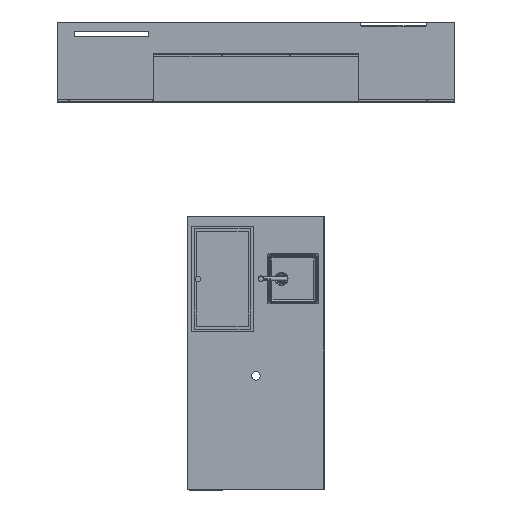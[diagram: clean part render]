
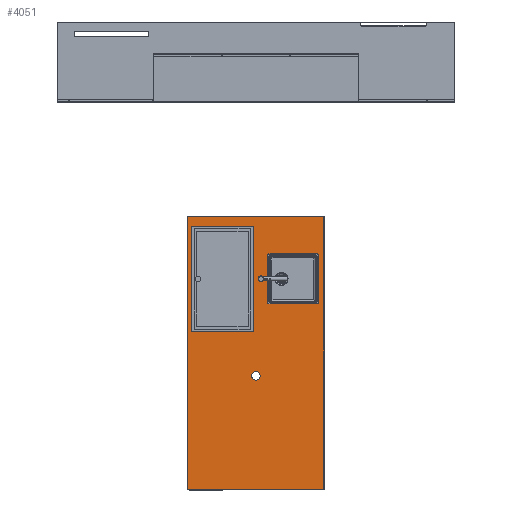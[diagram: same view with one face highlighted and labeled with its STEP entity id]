
A CAD part, top view. The second image highlights one B-rep face of the part: STEP entity #4051.
In plain terms, the highlighted planar face has unit normal (0, 0, 1).
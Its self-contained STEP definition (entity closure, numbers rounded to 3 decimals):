
#3381=FACE_BOUND('',#5923,.T.);
#3382=FACE_BOUND('',#5924,.T.);
#3383=FACE_BOUND('',#5925,.T.);
#3384=FACE_BOUND('',#5926,.T.);
#3531=CIRCLE('',#14340,10.);
#3532=CIRCLE('',#14341,10.);
#3533=CIRCLE('',#14342,10.);
#3534=CIRCLE('',#14343,10.);
#3535=CIRCLE('',#14344,37.5);
#4051=ADVANCED_FACE('',(#3381,#3382,#3383,#3384),#4694,.T.);
#4694=PLANE('',#14345);
#5923=EDGE_LOOP('',(#8094,#8095,#8096,#8097,#8098,#8099,#8100,#8101));
#5924=EDGE_LOOP('',(#8102));
#5925=EDGE_LOOP('',(#8103,#8104,#8105,#8106));
#5926=EDGE_LOOP('',(#8107,#8108,#8109,#8110));
#8094=ORIENTED_EDGE('',*,*,#10924,.F.);
#8095=ORIENTED_EDGE('',*,*,#10925,.F.);
#8096=ORIENTED_EDGE('',*,*,#10926,.F.);
#8097=ORIENTED_EDGE('',*,*,#10927,.F.);
#8098=ORIENTED_EDGE('',*,*,#10928,.F.);
#8099=ORIENTED_EDGE('',*,*,#10929,.F.);
#8100=ORIENTED_EDGE('',*,*,#10930,.F.);
#8101=ORIENTED_EDGE('',*,*,#10931,.F.);
#8102=ORIENTED_EDGE('',*,*,#10932,.F.);
#8103=ORIENTED_EDGE('',*,*,#10933,.T.);
#8104=ORIENTED_EDGE('',*,*,#10934,.T.);
#8105=ORIENTED_EDGE('',*,*,#10935,.T.);
#8106=ORIENTED_EDGE('',*,*,#10936,.T.);
#8107=ORIENTED_EDGE('',*,*,#10937,.F.);
#8108=ORIENTED_EDGE('',*,*,#10938,.F.);
#8109=ORIENTED_EDGE('',*,*,#10939,.F.);
#8110=ORIENTED_EDGE('',*,*,#10940,.F.);
#9670=VERTEX_POINT('',#20193);
#9671=VERTEX_POINT('',#20194);
#9672=VERTEX_POINT('',#20196);
#9673=VERTEX_POINT('',#20198);
#9674=VERTEX_POINT('',#20200);
#9675=VERTEX_POINT('',#20202);
#9676=VERTEX_POINT('',#20204);
#9677=VERTEX_POINT('',#20206);
#9678=VERTEX_POINT('',#20209);
#9679=VERTEX_POINT('',#20211);
#9680=VERTEX_POINT('',#20212);
#9681=VERTEX_POINT('',#20214);
#9682=VERTEX_POINT('',#20216);
#9683=VERTEX_POINT('',#20219);
#9684=VERTEX_POINT('',#20220);
#9685=VERTEX_POINT('',#20222);
#9686=VERTEX_POINT('',#20224);
#10924=EDGE_CURVE('',#9670,#9671,#12281,.T.);
#10925=EDGE_CURVE('',#9672,#9670,#3531,.T.);
#10926=EDGE_CURVE('',#9673,#9672,#12282,.T.);
#10927=EDGE_CURVE('',#9674,#9673,#3532,.T.);
#10928=EDGE_CURVE('',#9675,#9674,#12283,.T.);
#10929=EDGE_CURVE('',#9676,#9675,#3533,.T.);
#10930=EDGE_CURVE('',#9677,#9676,#12284,.T.);
#10931=EDGE_CURVE('',#9671,#9677,#3534,.T.);
#10932=EDGE_CURVE('',#9678,#9678,#3535,.T.);
#10933=EDGE_CURVE('',#9679,#9680,#12285,.T.);
#10934=EDGE_CURVE('',#9680,#9681,#12286,.T.);
#10935=EDGE_CURVE('',#9681,#9682,#12287,.T.);
#10936=EDGE_CURVE('',#9682,#9679,#12288,.T.);
#10937=EDGE_CURVE('',#9683,#9684,#12289,.T.);
#10938=EDGE_CURVE('',#9685,#9683,#12290,.T.);
#10939=EDGE_CURVE('',#9686,#9685,#12291,.T.);
#10940=EDGE_CURVE('',#9684,#9686,#12292,.T.);
#12281=LINE('',#20192,#13512);
#12282=LINE('',#20197,#13513);
#12283=LINE('',#20201,#13514);
#12284=LINE('',#20205,#13515);
#12285=LINE('',#20210,#13516);
#12286=LINE('',#20213,#13517);
#12287=LINE('',#20215,#13518);
#12288=LINE('',#20217,#13519);
#12289=LINE('',#20218,#13520);
#12290=LINE('',#20221,#13521);
#12291=LINE('',#20223,#13522);
#12292=LINE('',#20225,#13523);
#13512=VECTOR('',#16755,1.);
#13513=VECTOR('',#16758,1.);
#13514=VECTOR('',#16761,1.);
#13515=VECTOR('',#16764,1.);
#13516=VECTOR('',#16769,1.);
#13517=VECTOR('',#16770,1.);
#13518=VECTOR('',#16771,1.);
#13519=VECTOR('',#16772,1.);
#13520=VECTOR('',#16773,1.);
#13521=VECTOR('',#16774,1.);
#13522=VECTOR('',#16775,1.);
#13523=VECTOR('',#16776,1.);
#14340=AXIS2_PLACEMENT_3D('',#20195,#16756,#16757);
#14341=AXIS2_PLACEMENT_3D('',#20199,#16759,#16760);
#14342=AXIS2_PLACEMENT_3D('',#20203,#16762,#16763);
#14343=AXIS2_PLACEMENT_3D('',#20207,#16765,#16766);
#14344=AXIS2_PLACEMENT_3D('',#20208,#16767,#16768);
#14345=AXIS2_PLACEMENT_3D('',#20226,#16777,#16778);
#16755=DIRECTION('',(1.,0.,0.));
#16756=DIRECTION('',(0.,0.,1.));
#16757=DIRECTION('',(1.,0.,0.));
#16758=DIRECTION('',(0.,-1.,0.));
#16759=DIRECTION('',(0.,0.,1.));
#16760=DIRECTION('',(1.,0.,0.));
#16761=DIRECTION('',(-1.,0.,0.));
#16762=DIRECTION('',(0.,0.,1.));
#16763=DIRECTION('',(1.,0.,0.));
#16764=DIRECTION('',(0.,1.,0.));
#16765=DIRECTION('',(0.,0.,1.));
#16766=DIRECTION('',(1.,0.,0.));
#16767=DIRECTION('',(0.,0.,1.));
#16768=DIRECTION('',(1.,0.,0.));
#16769=DIRECTION('',(1.,0.,0.));
#16770=DIRECTION('',(0.,1.,0.));
#16771=DIRECTION('',(-1.,0.,0.));
#16772=DIRECTION('',(0.,-1.,0.));
#16773=DIRECTION('',(-1.,0.,0.));
#16774=DIRECTION('',(0.,1.,0.));
#16775=DIRECTION('',(1.,0.,0.));
#16776=DIRECTION('',(0.,-1.,0.));
#16777=DIRECTION('',(0.,0.,1.));
#16778=DIRECTION('',(1.,0.,0.));
#20192=CARTESIAN_POINT('',(340.,705.,30.));
#20193=CARTESIAN_POINT('',(340.,705.,30.));
#20194=CARTESIAN_POINT('',(760.,705.,30.));
#20195=CARTESIAN_POINT('',(340.,715.,30.));
#20196=CARTESIAN_POINT('',(330.,715.,30.));
#20197=CARTESIAN_POINT('',(330.,1135.,30.));
#20198=CARTESIAN_POINT('',(330.,1135.,30.));
#20199=CARTESIAN_POINT('',(340.,1135.,30.));
#20200=CARTESIAN_POINT('',(340.,1145.,30.));
#20201=CARTESIAN_POINT('',(760.,1145.,30.));
#20202=CARTESIAN_POINT('',(760.,1145.,30.));
#20203=CARTESIAN_POINT('',(760.,1135.,30.));
#20204=CARTESIAN_POINT('',(770.,1135.,30.));
#20205=CARTESIAN_POINT('',(770.,715.,30.));
#20206=CARTESIAN_POINT('',(770.,715.,30.));
#20207=CARTESIAN_POINT('',(760.,715.,30.));
#20208=CARTESIAN_POINT('',(1400.,600.,30.));
#20209=CARTESIAN_POINT('',(1437.5,600.,30.));
#20210=CARTESIAN_POINT('',(1200.,3.,30.));
#20211=CARTESIAN_POINT('',(3.,3.,30.));
#20212=CARTESIAN_POINT('',(2397.,3.,30.));
#20213=CARTESIAN_POINT('',(2397.,600.,30.));
#20214=CARTESIAN_POINT('',(2397.,1197.,30.));
#20215=CARTESIAN_POINT('',(1200.,1197.,30.));
#20216=CARTESIAN_POINT('',(3.,1197.,30.));
#20217=CARTESIAN_POINT('',(3.,600.,30.));
#20218=CARTESIAN_POINT('',(990.,550.,30.));
#20219=CARTESIAN_POINT('',(990.,550.,30.));
#20220=CARTESIAN_POINT('',(110.,550.,30.));
#20221=CARTESIAN_POINT('',(990.,60.,30.));
#20222=CARTESIAN_POINT('',(990.,60.,30.));
#20223=CARTESIAN_POINT('',(110.,60.,30.));
#20224=CARTESIAN_POINT('',(110.,60.,30.));
#20225=CARTESIAN_POINT('',(110.,550.,30.));
#20226=CARTESIAN_POINT('',(1200.,600.,30.));
